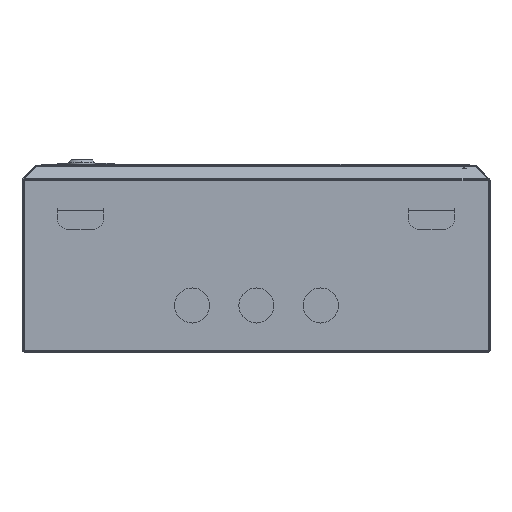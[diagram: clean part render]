
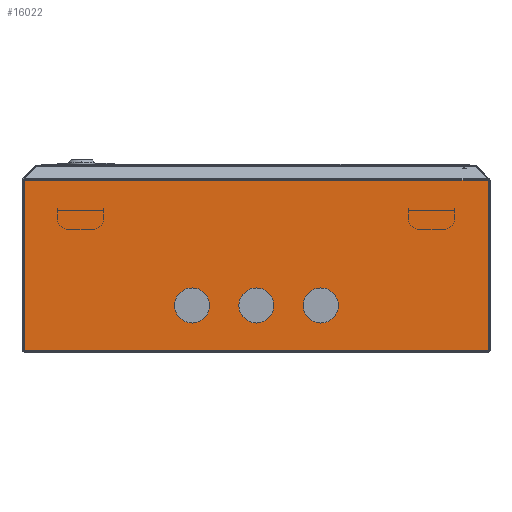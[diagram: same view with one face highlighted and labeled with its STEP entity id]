
A CAD part, front view. The second image highlights one B-rep face of the part: STEP entity #16022.
In plain terms, the highlighted planar face has unit normal (0, -1, 0).
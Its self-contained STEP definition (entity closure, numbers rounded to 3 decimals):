
#886 = EDGE_CURVE ( 'NONE', #15488, #23564, #27243, .T. ) ;
#942 = ORIENTED_EDGE ( 'NONE', *, *, #4523, .F. ) ;
#1052 = EDGE_LOOP ( 'NONE', ( #32672, #26713, #27129, #29870 ) ) ;
#1613 = CARTESIAN_POINT ( 'NONE',  ( -397.6, 0., 145.4 ) ) ;
#1868 = VERTEX_POINT ( 'NONE', #6889 ) ;
#2071 = DIRECTION ( 'NONE',  ( 0., -1., 0. ) ) ;
#4057 = DIRECTION ( 'NONE',  ( 1., 0., 0. ) ) ;
#4523 = EDGE_CURVE ( 'NONE', #11004, #13639, #25472, .T. ) ;
#4769 = CARTESIAN_POINT ( 'NONE',  ( -129.65, 0., 38.3 ) ) ;
#5502 = VERTEX_POINT ( 'NONE', #16939 ) ;
#6617 = LINE ( 'NONE', #1613, #37784 ) ;
#6889 = CARTESIAN_POINT ( 'NONE',  ( -397.6, 0., 0. ) ) ;
#7219 = EDGE_CURVE ( 'NONE', #23564, #15488, #28667, .T. ) ;
#8199 = EDGE_CURVE ( 'NONE', #25411, #5502, #25190, .T. ) ;
#8548 = DIRECTION ( 'NONE',  ( 1., 0., 0. ) ) ;
#8597 = DIRECTION ( 'NONE',  ( 0., -1., 0. ) ) ;
#8603 = CARTESIAN_POINT ( 'NONE',  ( -199.65, 0., 38.3 ) ) ;
#8915 = AXIS2_PLACEMENT_3D ( 'NONE', #8603, #8597, #8548 ) ;
#8932 = DIRECTION ( 'NONE',  ( 0., 0., -1. ) ) ;
#9371 = EDGE_LOOP ( 'NONE', ( #21663, #34636 ) ) ;
#10989 = DIRECTION ( 'NONE',  ( 0., 0., -1. ) ) ;
#11004 = VERTEX_POINT ( 'NONE', #20265 ) ;
#12073 = CIRCLE ( 'NONE', #29984, 15. ) ;
#13639 = VERTEX_POINT ( 'NONE', #22227 ) ;
#14213 = CARTESIAN_POINT ( 'NONE',  ( -1.7, 0., 0. ) ) ;
#14641 = CARTESIAN_POINT ( 'NONE',  ( 0., 0., 0. ) ) ;
#14865 = AXIS2_PLACEMENT_3D ( 'NONE', #16025, #15980, #15616 ) ;
#14937 = EDGE_CURVE ( 'NONE', #13639, #11004, #22687, .T. ) ;
#15488 = VERTEX_POINT ( 'NONE', #19827 ) ;
#15608 = EDGE_LOOP ( 'NONE', ( #18684, #18238 ) ) ;
#15616 = DIRECTION ( 'NONE',  ( 1., 0., 0. ) ) ;
#15980 = DIRECTION ( 'NONE',  ( 0., -1., 0. ) ) ;
#16022 = ADVANCED_FACE ( 'NONE', ( #36538, #36842, #23694, #38415 ), #16113, .T. ) ;
#16025 = CARTESIAN_POINT ( 'NONE',  ( -199.65, 0., 38.3 ) ) ;
#16113 = PLANE ( 'NONE',  #24905 ) ;
#16231 = VERTEX_POINT ( 'NONE', #14213 ) ;
#16475 = DIRECTION ( 'NONE',  ( -1., 0., 0. ) ) ;
#16552 = DIRECTION ( 'NONE',  ( 0., -1., 0. ) ) ;
#16603 = CARTESIAN_POINT ( 'NONE',  ( -254.65, 0., 38.3 ) ) ;
#16939 = CARTESIAN_POINT ( 'NONE',  ( -397.6, 0., 145.4 ) ) ;
#16986 = DIRECTION ( 'NONE',  ( 0., -1., 0. ) ) ;
#17694 = DIRECTION ( 'NONE',  ( -1., 0., 0. ) ) ;
#18023 = CARTESIAN_POINT ( 'NONE',  ( -144.65, 0., 38.3 ) ) ;
#18238 = ORIENTED_EDGE ( 'NONE', *, *, #7219, .F. ) ;
#18572 = AXIS2_PLACEMENT_3D ( 'NONE', #35048, #16986, #38037 ) ;
#18684 = ORIENTED_EDGE ( 'NONE', *, *, #886, .F. ) ;
#19827 = CARTESIAN_POINT ( 'NONE',  ( -184.65, 0., 38.3 ) ) ;
#20155 = CARTESIAN_POINT ( 'NONE',  ( -144.65, 0., 38.3 ) ) ;
#20265 = CARTESIAN_POINT ( 'NONE',  ( -239.65, 0., 38.3 ) ) ;
#20614 = VECTOR ( 'NONE', #17694, 1000. ) ;
#21012 = DIRECTION ( 'NONE',  ( 1., 0., 0. ) ) ;
#21613 = EDGE_LOOP ( 'NONE', ( #942, #33902 ) ) ;
#21663 = ORIENTED_EDGE ( 'NONE', *, *, #34060, .F. ) ;
#22129 = DIRECTION ( 'NONE',  ( 0., -1., 0. ) ) ;
#22227 = CARTESIAN_POINT ( 'NONE',  ( -269.65, 0., 38.3 ) ) ;
#22524 = AXIS2_PLACEMENT_3D ( 'NONE', #16603, #16552, #16475 ) ;
#22687 = CIRCLE ( 'NONE', #18572, 15. ) ;
#23166 = DIRECTION ( 'NONE',  ( 1., 0., 0. ) ) ;
#23327 = EDGE_CURVE ( 'NONE', #16231, #1868, #36667, .T. ) ;
#23564 = VERTEX_POINT ( 'NONE', #33738 ) ;
#23651 = VERTEX_POINT ( 'NONE', #25418 ) ;
#23694 = FACE_BOUND ( 'NONE', #15608, .T. ) ;
#24187 = CARTESIAN_POINT ( 'NONE',  ( -1.7, 0., 145.4 ) ) ;
#24405 = VECTOR ( 'NONE', #8932, 1000. ) ;
#24905 = AXIS2_PLACEMENT_3D ( 'NONE', #37159, #22129, #4057 ) ;
#25190 = LINE ( 'NONE', #29508, #32247 ) ;
#25368 = LINE ( 'NONE', #33088, #24405 ) ;
#25411 = VERTEX_POINT ( 'NONE', #24187 ) ;
#25418 = CARTESIAN_POINT ( 'NONE',  ( -159.65, 0., 38.3 ) ) ;
#25453 = CIRCLE ( 'NONE', #38472, 15. ) ;
#25472 = CIRCLE ( 'NONE', #22524, 15. ) ;
#26713 = ORIENTED_EDGE ( 'NONE', *, *, #35025, .F. ) ;
#27129 = ORIENTED_EDGE ( 'NONE', *, *, #8199, .T. ) ;
#27243 = CIRCLE ( 'NONE', #14865, 15. ) ;
#28667 = CIRCLE ( 'NONE', #8915, 15. ) ;
#28797 = VERTEX_POINT ( 'NONE', #4769 ) ;
#29278 = DIRECTION ( 'NONE',  ( -1., 0., 0. ) ) ;
#29508 = CARTESIAN_POINT ( 'NONE',  ( 0., 0., 145.4 ) ) ;
#29870 = ORIENTED_EDGE ( 'NONE', *, *, #32026, .T. ) ;
#29984 = AXIS2_PLACEMENT_3D ( 'NONE', #20155, #2071, #23166 ) ;
#32026 = EDGE_CURVE ( 'NONE', #5502, #1868, #6617, .T. ) ;
#32247 = VECTOR ( 'NONE', #29278, 1000. ) ;
#32672 = ORIENTED_EDGE ( 'NONE', *, *, #23327, .F. ) ;
#33088 = CARTESIAN_POINT ( 'NONE',  ( -1.7, 0., 145.4 ) ) ;
#33738 = CARTESIAN_POINT ( 'NONE',  ( -214.65, 0., 38.3 ) ) ;
#33902 = ORIENTED_EDGE ( 'NONE', *, *, #14937, .F. ) ;
#34060 = EDGE_CURVE ( 'NONE', #28797, #23651, #25453, .T. ) ;
#34636 = ORIENTED_EDGE ( 'NONE', *, *, #37989, .F. ) ;
#35025 = EDGE_CURVE ( 'NONE', #25411, #16231, #25368, .T. ) ;
#35048 = CARTESIAN_POINT ( 'NONE',  ( -254.65, 0., 38.3 ) ) ;
#36538 = FACE_BOUND ( 'NONE', #21613, .T. ) ;
#36667 = LINE ( 'NONE', #14641, #20614 ) ;
#36842 = FACE_BOUND ( 'NONE', #9371, .T. ) ;
#37159 = CARTESIAN_POINT ( 'NONE',  ( 0., 0., 145.4 ) ) ;
#37784 = VECTOR ( 'NONE', #10989, 1000. ) ;
#37989 = EDGE_CURVE ( 'NONE', #23651, #28797, #12073, .T. ) ;
#38037 = DIRECTION ( 'NONE',  ( -1., 0., 0. ) ) ;
#38415 = FACE_OUTER_BOUND ( 'NONE', #1052, .T. ) ;
#38472 = AXIS2_PLACEMENT_3D ( 'NONE', #18023, #39095, #21012 ) ;
#39095 = DIRECTION ( 'NONE',  ( 0., -1., 0. ) ) ;
